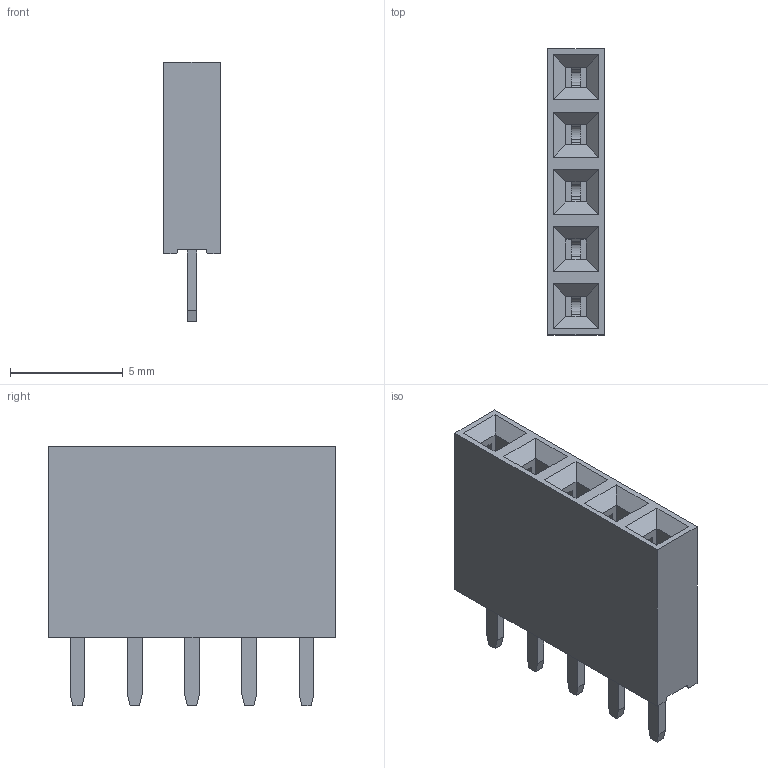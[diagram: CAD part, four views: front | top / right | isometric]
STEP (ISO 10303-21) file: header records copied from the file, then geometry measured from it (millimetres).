
FILE_DESCRIPTION(('FreeCAD Model'),'2;1');
FILE_NAME('Open CASCADE Shape Model','2023-05-12T02:54:33',( 'kicad StepUp'),('ksu MCAD'),'Open CASCADE STEP processor 7.6', 'FreeCAD','Unknown');
FILE_SCHEMA(('AUTOMOTIVE_DESIGN { 1 0 10303 214 1 1 1 1 }'));
Length unit declared in the file: millimetre
Products named in the file (7): Female_Header_1x5_P2.54_H8.5_straight; Pin_One007; Epoxy_Body007; Body054; Body055; Body056; Body057
Assembly tree (6 placements, depth 2):
  Female_Header_1x5_P2.54_H8.5_straight
    Pin_One007
    Epoxy_Body007
    Body054
    Body055
    Body056
    Body057
Bounding box: 2.5 x 12.7 x 11.5 mm (x, y, z)
Volume: 233.6 mm3; surface area: 712 mm2
Topology: 6 solids, 6 shells, 212 faces, 590 edges, 390 vertices
Faces by surface type: plane 155, cylinder 37, bspline 20
Entity records: 6889 total; most frequent: CARTESIAN_POINT 1279, ORIENTED_EDGE 1180, DIRECTION 1052, EDGE_CURVE 590, LINE 486, VECTOR 486, VERTEX_POINT 390, AXIS2_PLACEMENT_3D 283
